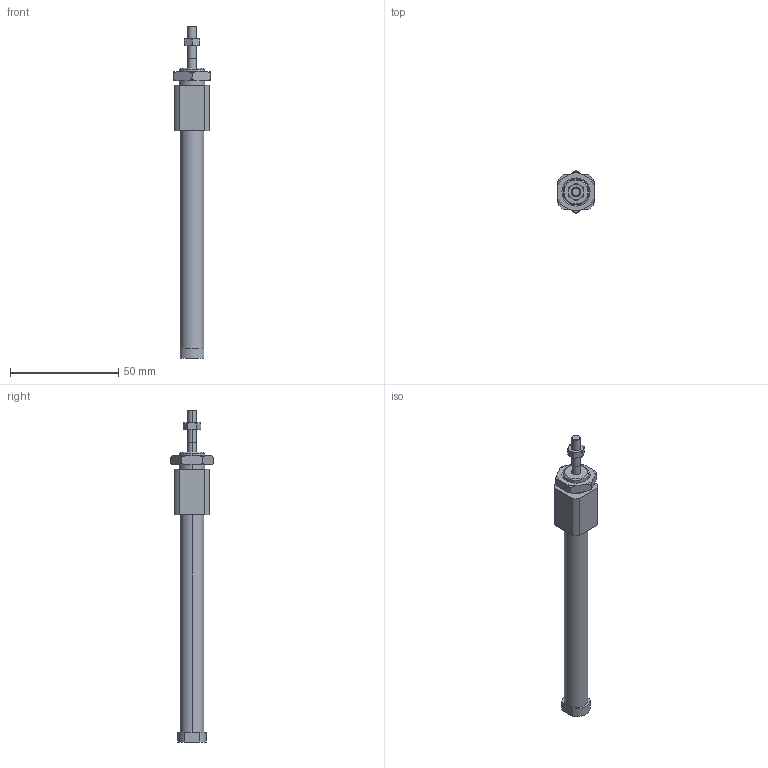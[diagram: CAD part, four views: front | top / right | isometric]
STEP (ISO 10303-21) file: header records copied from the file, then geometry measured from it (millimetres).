
FILE_DESCRIPTION (( 'STEP AP203' ), '1' );
FILE_NAME ('MQMLB6-60D.step.step', '2010-12-14T16:37:23', ( 'SysAdmin' ), ( 'SolidWorks' ), 'SwSTEP 2.0', 'SolidWorks 2011', '' );
FILE_SCHEMA (( 'CONFIG_CONTROL_DESIGN' ));
Length unit declared in the file: millimetre
Products named in the file (5): MQMLB6-60D.step; MQMLB6-60D.step_MQM-Nut_6B; MQMLB6-60D.step_MQM-Nut_6R; MQMLB6-60D.step_MQM-Rod_6; MQMLB6-60D.step_MQM-Body_6
Assembly tree (4 placements, depth 2):
  MQMLB6-60D.step
    MQMLB6-60D.step_MQM-Nut_6B
    MQMLB6-60D.step_MQM-Body_6
    MQMLB6-60D.step_MQM-Rod_6
    MQMLB6-60D.step_MQM-Nut_6R
Bounding box: 17 x 19.63 x 153.5 mm (x, y, z)
Volume: 15436 mm3; surface area: 10425.7 mm2
Topology: 4 solids, 4 shells, 104 faces, 250 edges, 158 vertices
Faces by surface type: plane 35, cylinder 29, torus 24, cone 16
Entity records: 4055 total; most frequent: CARTESIAN_POINT 1119, DIRECTION 514, ORIENTED_EDGE 500, EDGE_CURVE 250, AXIS2_PLACEMENT_3D 205, VERTEX_POINT 158, EDGE_LOOP 116, LINE 104
